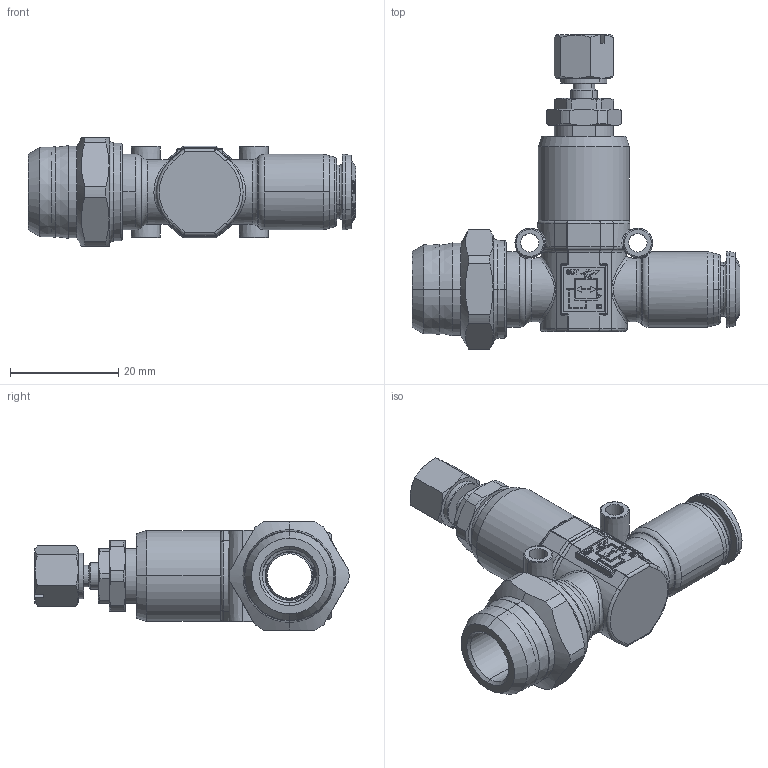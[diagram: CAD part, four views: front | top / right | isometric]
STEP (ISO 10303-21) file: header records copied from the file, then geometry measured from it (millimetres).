
FILE_DESCRIPTION (( 'STEP AP214' ), '1' );
FILE_NAME ('5597500004A.STEP', '2015-07-07T15:34:18', ( '' ), ( '' ), 'SwSTEP 2.0', 'SolidWorks 2015', '' );
FILE_SCHEMA (( 'AUTOMOTIVE_DESIGN' ));
Length unit declared in the file: millimetre
Products named in the file (1): 5597500004A
Bounding box: 60.7 x 58.13 x 20 mm (x, y, z)
Surface area: 9141.9 mm2 (no closed solid volume)
Topology: 0 solids, 13 shells, 648 faces, 1767 edges, 1119 vertices
Faces by surface type: plane 222, bspline 151, cylinder 116, cone 115, torus 40, sphere 4
Entity records: 37418 total; most frequent: CARTESIAN_POINT 15496, ORIENTED_EDGE 3232, DIRECTION 2619, EDGE_CURVE 1761, VERTEX_POINT 1119, AXIS2_PLACEMENT_3D 943, LINE 733, VECTOR 733
